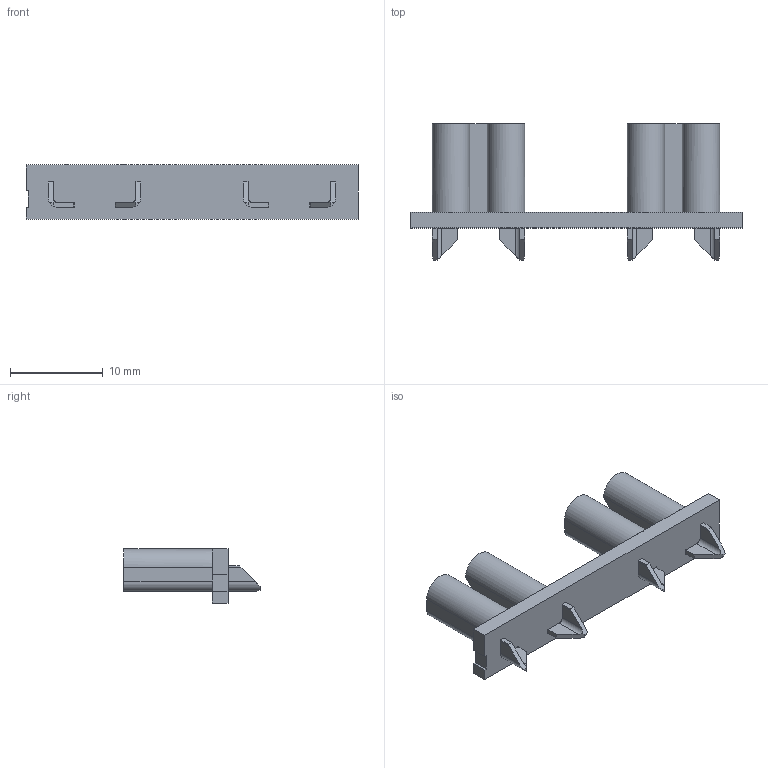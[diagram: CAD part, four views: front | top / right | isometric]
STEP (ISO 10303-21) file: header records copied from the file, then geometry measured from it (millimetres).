
FILE_DESCRIPTION (( 'STEP AP214' ), '1' );
FILE_NAME ('3555-2.STEP', '2018-09-24T18:06:30', ( '' ), ( '' ), 'SwSTEP 2.0', 'SolidWorks 2013', '' );
FILE_SCHEMA (( 'AUTOMOTIVE_DESIGN' ));
Length unit declared in the file: inch
Products named in the file (1): 3555-2
Bounding box: 35.81 x 14.68 x 5.84 mm (x, y, z)
Volume: 642 mm3; surface area: 1892.8 mm2
Topology: 3 solids, 3 shells, 134 faces, 352 edges, 224 vertices
Faces by surface type: plane 106, cylinder 28
Entity records: 5872 total; most frequent: CARTESIAN_POINT 783, ORIENTED_EDGE 704, DIRECTION 650, EDGE_CURVE 352, LINE 276, VECTOR 276, VERTEX_POINT 224, AXIS2_PLACEMENT_3D 187
